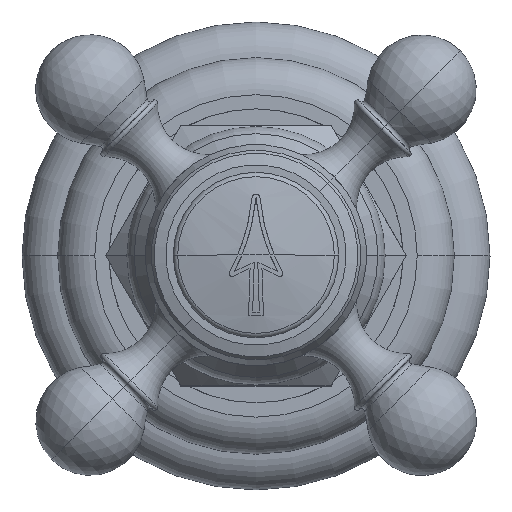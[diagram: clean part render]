
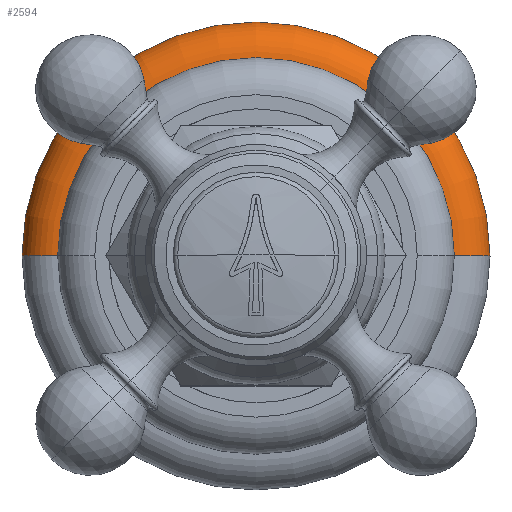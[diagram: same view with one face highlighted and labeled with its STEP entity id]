
A CAD part, top view. The second image highlights one B-rep face of the part: STEP entity #2594.
In plain terms, the highlighted toroidal (fillet/blend) face has major radius 25.219 mm and minor radius 4.753 mm.
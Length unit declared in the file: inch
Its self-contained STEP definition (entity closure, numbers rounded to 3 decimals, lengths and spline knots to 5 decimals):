
#2=CARTESIAN_POINT('',(0.,0.,0.));
#3=DIRECTION('',(0.,0.,-1.));
#4=DIRECTION('',(-1.,0.,0.));
#5=AXIS2_PLACEMENT_3D('',#2,#3,#4);
#12=CARTESIAN_POINT('',(-0.99286,0.,0.));
#13=DIRECTION('',(0.,1.,0.));
#14=DIRECTION('',(-1.,0.,0.));
#15=AXIS2_PLACEMENT_3D('',#12,#13,#14);
#17=CARTESIAN_POINT('',(0.99286,0.,0.));
#18=DIRECTION('',(0.,-1.,0.));
#19=DIRECTION('',(1.,0.,0.));
#20=AXIS2_PLACEMENT_3D('',#17,#18,#19);
#37=CARTESIAN_POINT('',(0.,0.,0.187));
#38=DIRECTION('',(0.,0.,-1.));
#39=DIRECTION('',(-1.,0.,0.));
#40=AXIS2_PLACEMENT_3D('',#37,#38,#39);
#2206=CARTESIAN_POINT('',(-1.,0.,0.187));
#2208=VERTEX_POINT('',#2206);
#2210=CARTESIAN_POINT('',(1.,0.,0.187));
#2212=VERTEX_POINT('',#2210);
#2575=CARTESIAN_POINT('',(-1.18,0.,0.));
#2576=CARTESIAN_POINT('',(1.18,0.,0.));
#2577=VERTEX_POINT('',#2575);
#2578=VERTEX_POINT('',#2576);
#2579=CARTESIAN_POINT('',(0.,0.,0.));
#2580=DIRECTION('',(0.,0.,-1.));
#2581=DIRECTION('',(1.,0.,0.));
#2582=AXIS2_PLACEMENT_3D('',#2579,#2580,#2581);
#2583=TOROIDAL_SURFACE('',#2582,0.99286,0.18714);
#2585=ORIENTED_EDGE('',*,*,#2584,.T.);
#2587=ORIENTED_EDGE('',*,*,#2586,.T.);
#2589=ORIENTED_EDGE('',*,*,#2588,.F.);
#2591=ORIENTED_EDGE('',*,*,#2590,.F.);
#2592=EDGE_LOOP('',(#2585,#2587,#2589,#2591));
#2593=FACE_OUTER_BOUND('',#2592,.F.);
#2594=ADVANCED_FACE('',(#2593),#2583,.T.);
#6=CIRCLE('',#5,1.18);
#16=CIRCLE('',#15,0.18714);
#21=CIRCLE('',#20,0.18714);
#41=CIRCLE('',#40,1.);
#2584=EDGE_CURVE('',#2577,#2578,#6,.T.);
#2586=EDGE_CURVE('',#2578,#2212,#21,.T.);
#2588=EDGE_CURVE('',#2208,#2212,#41,.T.);
#2590=EDGE_CURVE('',#2577,#2208,#16,.T.);
